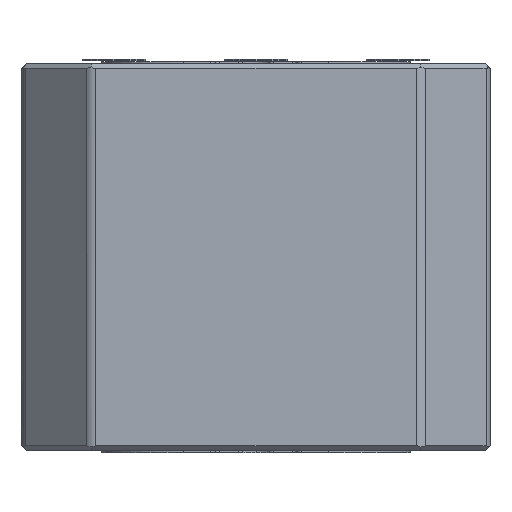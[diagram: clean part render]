
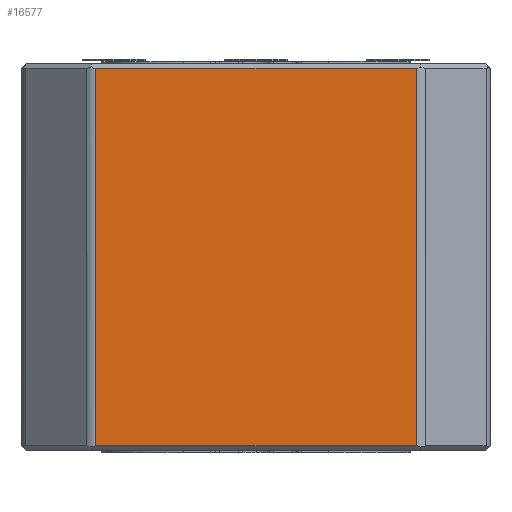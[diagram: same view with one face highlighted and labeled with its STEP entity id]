
A CAD part, front view. The second image highlights one B-rep face of the part: STEP entity #16577.
In plain terms, the highlighted planar face has unit normal (0, -1, 0).
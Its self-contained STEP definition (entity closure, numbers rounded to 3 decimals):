
#774 = EDGE_CURVE ( 'NONE', #6734, #11530, #5643, .T. ) ;
#1847 = VECTOR ( 'NONE', #17589, 1000. ) ;
#1990 = CARTESIAN_POINT ( 'NONE',  ( -51.5, -51.5, -41.55 ) ) ;
#2364 = EDGE_CURVE ( 'NONE', #14502, #25038, #25726, .T. ) ;
#2449 = AXIS2_PLACEMENT_3D ( 'NONE', #12801, #4776, #18840 ) ;
#3492 = CARTESIAN_POINT ( 'NONE',  ( -36.5, -51.5, 41.55 ) ) ;
#4336 = ORIENTED_EDGE ( 'NONE', *, *, #2364, .T. ) ;
#4776 = DIRECTION ( 'NONE',  ( 0., 1., 0. ) ) ;
#5302 = FACE_OUTER_BOUND ( 'NONE', #22148, .T. ) ;
#5643 = LINE ( 'NONE', #14751, #20442 ) ;
#6032 = EDGE_CURVE ( 'NONE', #11530, #14502, #22654, .T. ) ;
#6046 = DIRECTION ( 'NONE',  ( 1., 0., 0. ) ) ;
#6734 = VERTEX_POINT ( 'NONE', #18073 ) ;
#11530 = VERTEX_POINT ( 'NONE', #12841 ) ;
#11750 = ORIENTED_EDGE ( 'NONE', *, *, #6032, .T. ) ;
#12329 = ORIENTED_EDGE ( 'NONE', *, *, #15808, .T. ) ;
#12801 = CARTESIAN_POINT ( 'NONE',  ( -51.5, -51.5, 42.55 ) ) ;
#12841 = CARTESIAN_POINT ( 'NONE',  ( 35.257, -51.5, 41.55 ) ) ;
#13148 = DIRECTION ( 'NONE',  ( 0., 0., -1. ) ) ;
#13579 = CARTESIAN_POINT ( 'NONE',  ( -35.257, -51.5, 41.55 ) ) ;
#14502 = VERTEX_POINT ( 'NONE', #13579 ) ;
#14751 = CARTESIAN_POINT ( 'NONE',  ( 35.257, -51.5, 41.55 ) ) ;
#15208 = CARTESIAN_POINT ( 'NONE',  ( -35.257, -51.5, -41.55 ) ) ;
#15808 = EDGE_CURVE ( 'NONE', #25038, #6734, #23621, .T. ) ;
#16577 = ADVANCED_FACE ( 'NONE', ( #5302 ), #16842, .F. ) ;
#16696 = DIRECTION ( 'NONE',  ( 0., 0., 1. ) ) ;
#16842 = PLANE ( 'NONE',  #2449 ) ;
#17589 = DIRECTION ( 'NONE',  ( -1., 0., 0. ) ) ;
#18073 = CARTESIAN_POINT ( 'NONE',  ( 35.257, -51.5, -41.55 ) ) ;
#18224 = VECTOR ( 'NONE', #6046, 1000. ) ;
#18840 = DIRECTION ( 'NONE',  ( 0., 0., 1. ) ) ;
#19679 = VECTOR ( 'NONE', #13148, 1000. ) ;
#20442 = VECTOR ( 'NONE', #16696, 1000. ) ;
#21139 = CARTESIAN_POINT ( 'NONE',  ( -35.257, -51.5, -41.55 ) ) ;
#22148 = EDGE_LOOP ( 'NONE', ( #11750, #4336, #12329, #25822 ) ) ;
#22654 = LINE ( 'NONE', #3492, #1847 ) ;
#23621 = LINE ( 'NONE', #1990, #18224 ) ;
#25038 = VERTEX_POINT ( 'NONE', #15208 ) ;
#25726 = LINE ( 'NONE', #21139, #19679 ) ;
#25822 = ORIENTED_EDGE ( 'NONE', *, *, #774, .T. ) ;
